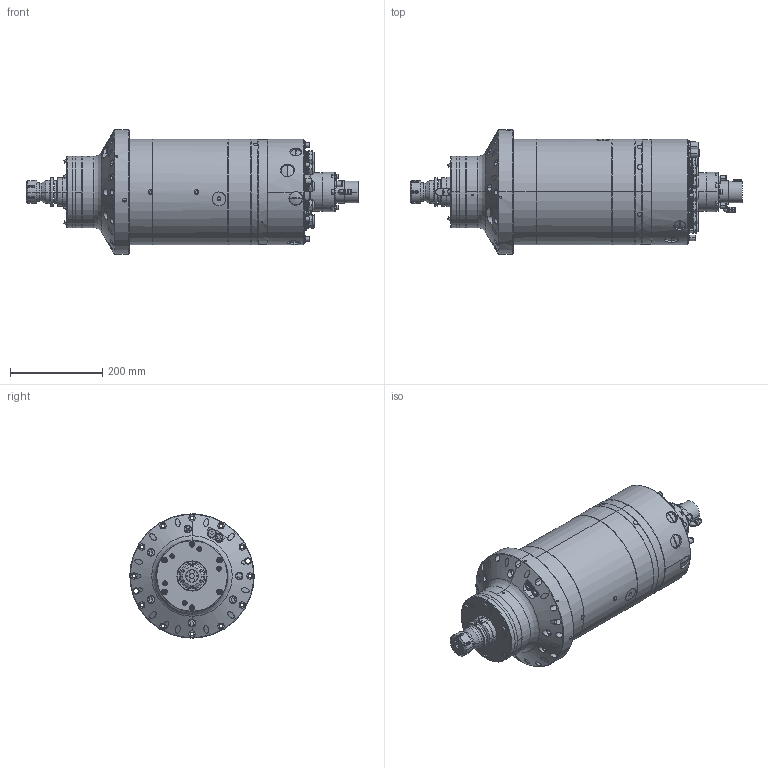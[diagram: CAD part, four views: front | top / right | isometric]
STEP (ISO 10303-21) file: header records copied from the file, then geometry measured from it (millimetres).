
FILE_DESCRIPTION (( 'STEP AP203' ), '1' );
FILE_NAME ('230AI20BFHW-00-.STEP', '2012-10-02T11:27:24', ( '' ), ( '' ), 'SwSTEP 2.0', 'SolidWorks 2012', '' );
FILE_SCHEMA (( 'CONFIG_CONTROL_DESIGN' ));
Length unit declared in the file: millimetre
Products named in the file (1): 230AI20BFHW-00-
Bounding box: 721.46 x 270 x 270 mm (x, y, z)
Surface area: 705684.5 mm2 (no closed solid volume)
Topology: 0 solids, 221 shells, 1958 faces, 6033 edges, 4258 vertices
Faces by surface type: cylinder 849, plane 715, cone 207, torus 153, sphere 22, bspline 12
Entity records: 75270 total; most frequent: CARTESIAN_POINT 20713, DIRECTION 12316, ORIENTED_EDGE 9496, EDGE_CURVE 5973, AXIS2_PLACEMENT_3D 4832, VERTEX_POINT 4240, CIRCLE 2885, VECTOR 2652
